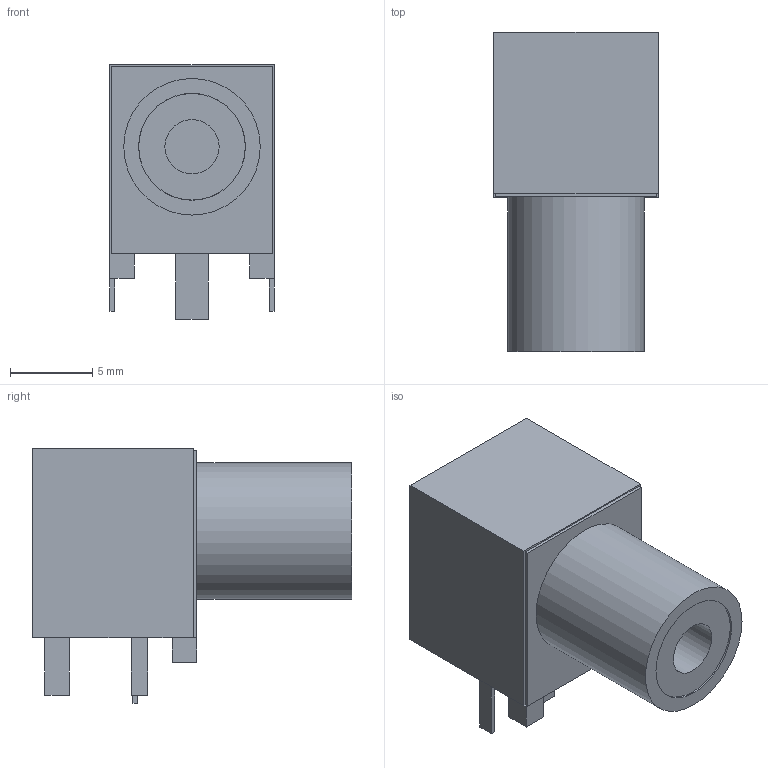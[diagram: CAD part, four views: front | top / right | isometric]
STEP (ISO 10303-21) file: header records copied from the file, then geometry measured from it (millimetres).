
FILE_DESCRIPTION(('FreeCAD Model'),'2;1');
FILE_NAME('rca_cc-134b_gold.step','2020-08-15T20:02:50',('kicad StepUp'),( 'ksu MCAD'),'Open CASCADE STEP processor 7.3','FreeCAD','Unknown');
FILE_SCHEMA(('AUTOMOTIVE_DESIGN { 1 0 10303 214 1 1 1 1 }'));
Length unit declared in the file: millimetre
Products named in the file (1): rca_cc-134b_gold
Bounding box: 10 x 19.4 x 15.5 mm (x, y, z)
Volume: 1597.2 mm3; surface area: 1420.2 mm2
Topology: 1 solids, 1 shells, 52 faces, 125 edges, 80 vertices
Faces by surface type: plane 48, cylinder 4
Full cylindrical faces by diameter (mm): 3.3 x1, 6.48 x1, 6.5 x1, 8.3 x1
Entity records: 3486 total; most frequent: CARTESIAN_POINT 520, DIRECTION 487, LINE 359, VECTOR 359, ORIENTED_EDGE 250, PCURVE 250, DEFINITIONAL_REPRESENTATION 250, EDGE_CURVE 125
